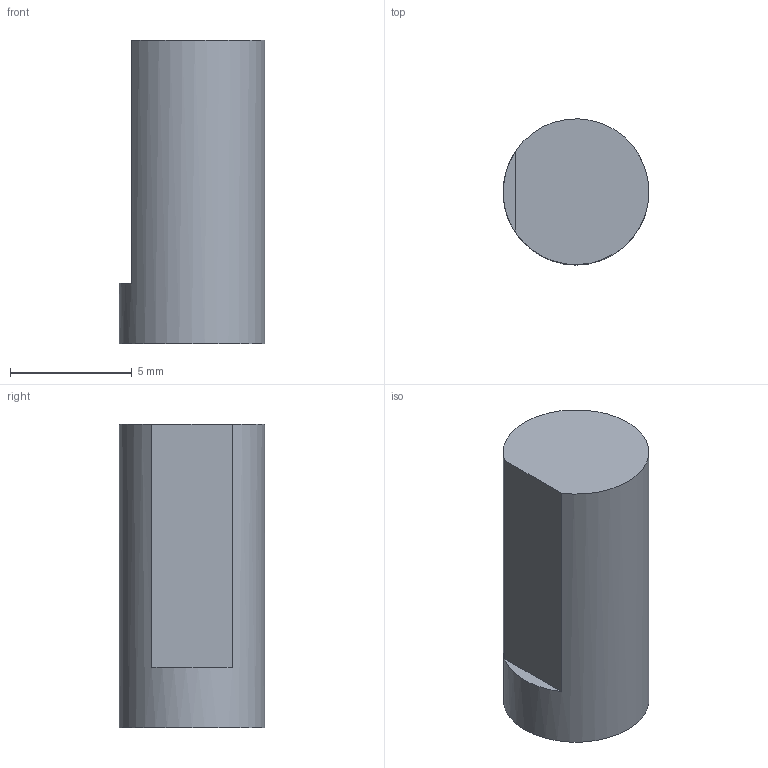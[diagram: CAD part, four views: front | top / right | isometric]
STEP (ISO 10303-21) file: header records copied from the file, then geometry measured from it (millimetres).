
FILE_DESCRIPTION(/* description */ (''),/* implementation_level */ '2;1');
FILE_NAME(/* name */ 'encoder_shaft_ipt_a4bef1b.STEP',/* time_stamp */ '2022-12-24T23:19:12+02:00',/* author */ ('lenovo'),/* organization */ (''),/* preprocessor_version */ 'ST-DEVELOPER v17',/* originating_system */ 'Autodesk Inventor 2019',/* authorisation */ '');
FILE_SCHEMA (('AUTOMOTIVE_DESIGN { 1 0 10303 214 3 1 1 }'));
Length unit declared in the file: millimetre
Products named in the file (1): encoder_shaft
Bounding box: 6 x 6 x 12.5 mm (x, y, z)
Volume: 342.2 mm3; surface area: 290.2 mm2
Topology: 1 solids, 1 shells, 5 faces, 9 edges, 6 vertices
Faces by surface type: plane 4, cylinder 1
Full cylindrical faces by diameter (mm): 6 x1
Entity records: 173 total; most frequent: DIRECTION 25, CARTESIAN_POINT 21, ORIENTED_EDGE 18, AXIS2_PLACEMENT_3D 10, EDGE_CURVE 9, VERTEX_POINT 6, FACE_OUTER_BOUND 5, EDGE_LOOP 5
